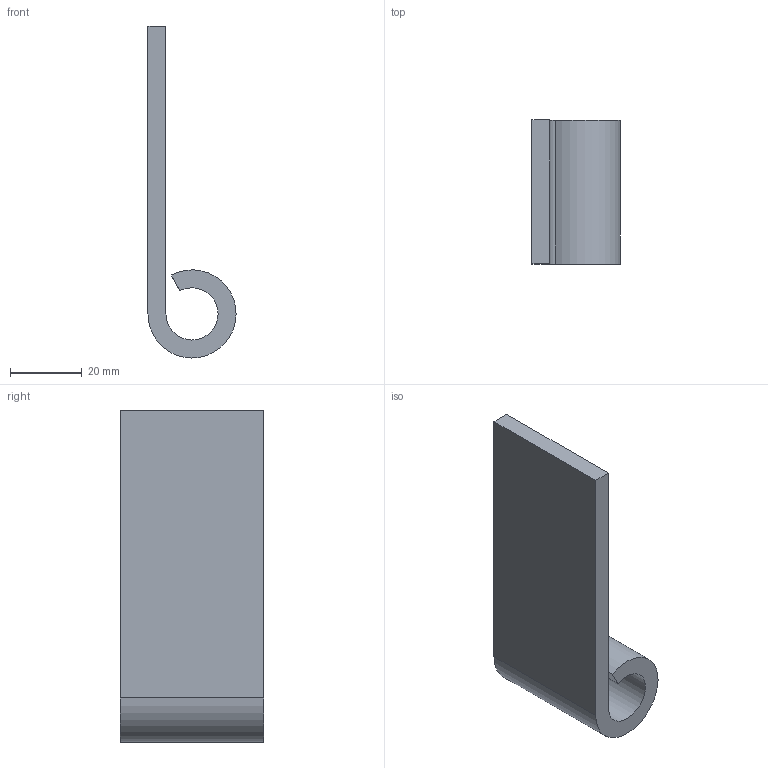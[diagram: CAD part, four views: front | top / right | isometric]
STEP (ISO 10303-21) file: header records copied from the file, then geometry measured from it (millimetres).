
FILE_DESCRIPTION (( 'STEP AP203' ), '1' );
FILE_NAME ('960-13-80.step', '2022-03-22T07:58:11', ( '' ), ( '' ), 'SwSTEP 2.0', 'SolidWorks 2018', '' );
FILE_SCHEMA (( 'CONFIG_CONTROL_DESIGN' ));
Length unit declared in the file: millimetre
Products named in the file (1): 960-13-80
Bounding box: 24.5 x 40 x 92.25 mm (x, y, z)
Volume: 26141.4 mm3; surface area: 12173 mm2
Topology: 1 solids, 1 shells, 226 faces, 594 edges, 396 vertices
Faces by surface type: bspline 115, plane 109, cylinder 2
Entity records: 13257 total; most frequent: CARTESIAN_POINT 8380, ORIENTED_EDGE 1188, EDGE_CURVE 594, DIRECTION 592, VERTEX_POINT 396, VECTOR 360, LINE 360, EDGE_LOOP 252
